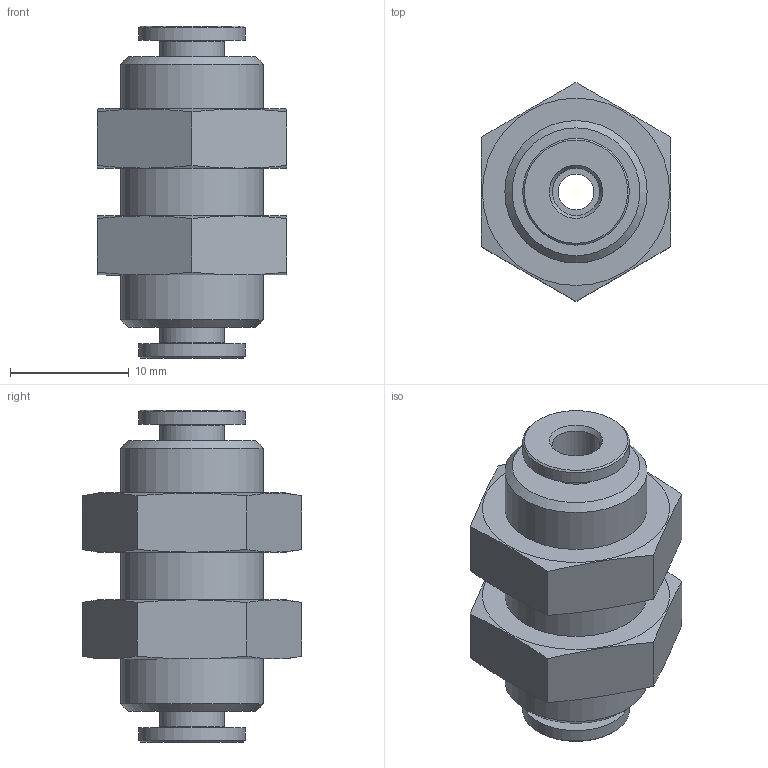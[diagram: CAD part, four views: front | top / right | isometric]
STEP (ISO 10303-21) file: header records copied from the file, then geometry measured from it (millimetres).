
FILE_DESCRIPTION(/* description */ ('STEP AP214'),/* implementation_level */ '2;1');
FILE_NAME(/* name */ '558806_NPQM-H-Q4-E-P10',/* time_stamp */ '2024-09-13T06:24:07+02:00',/* author */ ('License CC BY-ND 4.0'),/* organization */ ('CADENAS'),/* preprocessor_version */ 'ST-DEVELOPER v19.3',/* originating_system */ 'PARTsolutions',/* authorisation */ ' ');
FILE_SCHEMA (('AUTOMOTIVE_DESIGN {1 0 10303 214 3 1 1}'));
Length unit declared in the file: millimetre
Products named in the file (3): 558806 NPQM-H-Q4-E-P10; 558806 NPQM-H-Q4-E-P10(1); Flachmutter M12x1-5-16
Assembly tree (3 placements, depth 2):
  558806 NPQM-H-Q4-E-P10
    558806 NPQM-H-Q4-E-P10(1)
    Flachmutter M12x1-5-16  x2
Bounding box: 16 x 18.48 x 28 mm (x, y, z)
Volume: 3691.9 mm3; surface area: 3005.6 mm2
Topology: 3 solids, 3 shells, 50 faces, 104 edges, 66 vertices
Faces by surface type: plane 24, cone 16, cylinder 10
Full cylindrical faces by diameter (mm): 3 x1, 4 x2, 5.4 x2, 9 x2, 10.917 x2, 12 x1
Entity records: 927 total; most frequent: CARTESIAN_POINT 179, DIRECTION 148, ORIENTED_EDGE 96, AXIS2_PLACEMENT_3D 71, EDGE_LOOP 68, FACE_BOUND 68, EDGE_CURVE 48, VERTEX_POINT 42
